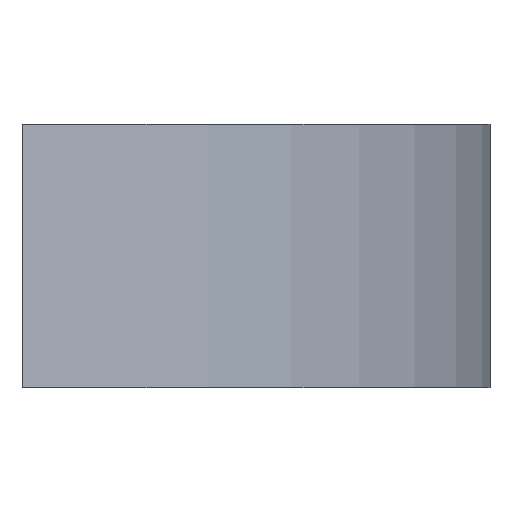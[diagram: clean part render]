
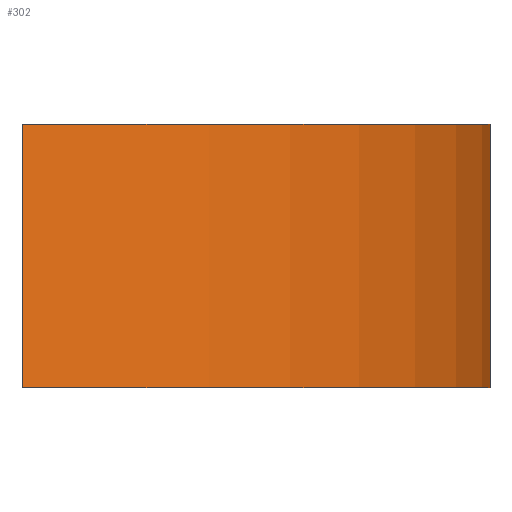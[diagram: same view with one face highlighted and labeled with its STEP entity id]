
A CAD part, left-side view. The second image highlights one B-rep face of the part: STEP entity #302.
In plain terms, the highlighted cylindrical face has radius 45 mm (diameter 90 mm), a partial arc.
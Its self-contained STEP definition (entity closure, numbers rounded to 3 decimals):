
#45=FACE_OUTER_BOUND('',#63,.T.);
#63=EDGE_LOOP('',(#250,#251,#252,#253));
#84=CIRCLE('',#335,45.);
#85=CIRCLE('',#336,45.);
#101=LINE('',#659,#125);
#102=LINE('',#663,#126);
#125=VECTOR('',#384,10.);
#126=VECTOR('',#387,10.);
#162=VERTEX_POINT('',#657);
#163=VERTEX_POINT('',#658);
#164=VERTEX_POINT('',#660);
#165=VERTEX_POINT('',#662);
#197=EDGE_CURVE('',#162,#163,#101,.T.);
#198=EDGE_CURVE('',#162,#164,#84,.T.);
#199=EDGE_CURVE('',#164,#165,#102,.F.);
#200=EDGE_CURVE('',#163,#165,#85,.T.);
#250=ORIENTED_EDGE('',*,*,#197,.F.);
#251=ORIENTED_EDGE('',*,*,#198,.T.);
#252=ORIENTED_EDGE('',*,*,#199,.T.);
#253=ORIENTED_EDGE('',*,*,#200,.F.);
#292=CYLINDRICAL_SURFACE('',#334,45.);
#302=ADVANCED_FACE('',(#45),#292,.T.);
#334=AXIS2_PLACEMENT_3D('',#656,#382,#383);
#335=AXIS2_PLACEMENT_3D('',#661,#385,#386);
#336=AXIS2_PLACEMENT_3D('',#664,#388,#389);
#382=DIRECTION('center_axis',(0.,0.,
1.));
#383=DIRECTION('ref_axis',(-1.,0.,0.));
#384=DIRECTION('',(0.,0.,1.));
#385=DIRECTION('center_axis',(0.,0.,
1.));
#386=DIRECTION('ref_axis',(-1.,0.,0.));
#387=DIRECTION('',(0.,0.,-1.));
#388=DIRECTION('center_axis',(0.,0.,
1.));
#389=DIRECTION('ref_axis',(-1.,0.,0.));
#656=CARTESIAN_POINT('Origin',(-0.417,-1.828,-20.081));
#657=CARTESIAN_POINT('',(-44.001,-13.028,-20.081));
#658=CARTESIAN_POINT('',(-44.001,-13.028,-1.081));
#659=CARTESIAN_POINT('',(-44.001,-13.028,-20.081));
#660=CARTESIAN_POINT('',(43.167,-13.028,-20.081));
#661=CARTESIAN_POINT('Origin',(-0.417,-1.828,-20.081));
#662=CARTESIAN_POINT('',(43.167,-13.028,-1.081));
#663=CARTESIAN_POINT('',(43.167,-13.028,-20.081));
#664=CARTESIAN_POINT('Origin',(-0.417,-1.828,-1.081));
